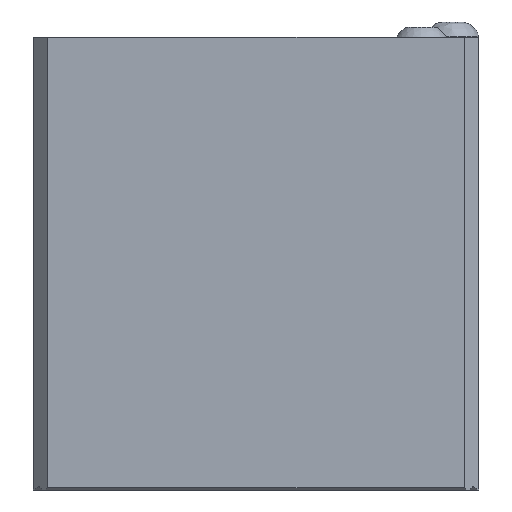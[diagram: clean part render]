
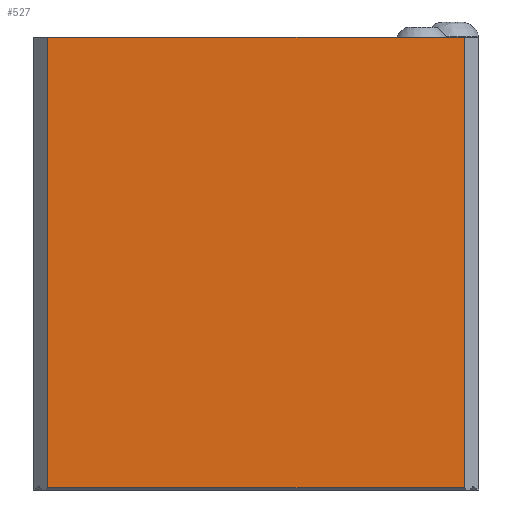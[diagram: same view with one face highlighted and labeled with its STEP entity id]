
A CAD part, left-side view. The second image highlights one B-rep face of the part: STEP entity #527.
In plain terms, the highlighted planar face has unit normal (-1, 0, 0).
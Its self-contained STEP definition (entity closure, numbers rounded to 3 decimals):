
#290=FACE_OUTER_BOUND('',#2183,.T.);
#527=ADVANCED_FACE('',(#290),#775,.T.);
#775=PLANE('',#5216);
#935=LINE('',#6828,#1512);
#1285=LINE('',#7643,#1862);
#1286=LINE('',#7646,#1863);
#1287=LINE('',#7647,#1864);
#1512=VECTOR('',#5478,1.);
#1862=VECTOR('',#6098,1.);
#1863=VECTOR('',#6099,1.);
#1864=VECTOR('',#6100,1.);
#2183=EDGE_LOOP('',(#2899,#2900,#2901,#2902));
#2899=ORIENTED_EDGE('',*,*,#4711,.T.);
#2900=ORIENTED_EDGE('',*,*,#4712,.T.);
#2901=ORIENTED_EDGE('',*,*,#4305,.F.);
#2902=ORIENTED_EDGE('',*,*,#4713,.T.);
#3823=VERTEX_POINT('',#6827);
#3824=VERTEX_POINT('',#6829);
#4154=VERTEX_POINT('',#7644);
#4155=VERTEX_POINT('',#7645);
#4305=EDGE_CURVE('',#3823,#3824,#935,.T.);
#4711=EDGE_CURVE('',#4154,#4155,#1285,.T.);
#4712=EDGE_CURVE('',#4155,#3824,#1286,.T.);
#4713=EDGE_CURVE('',#3823,#4154,#1287,.T.);
#5216=AXIS2_PLACEMENT_3D('',#7648,#6101,#6102);
#5478=DIRECTION('',(0.,-1.,0.));
#6098=DIRECTION('',(0.,-1.,0.));
#6099=DIRECTION('',(0.,0.,1.));
#6100=DIRECTION('',(0.,0.,-1.));
#6101=DIRECTION('',(-1.,0.,0.));
#6102=DIRECTION('',(0.,0.,-1.));
#6827=CARTESIAN_POINT('',(-12.,29.4,62.825));
#6828=CARTESIAN_POINT('',(-12.,31.4,62.825));
#6829=CARTESIAN_POINT('',(-12.,-28.6,62.825));
#7643=CARTESIAN_POINT('',(-12.,0.4,0.125));
#7644=CARTESIAN_POINT('',(-12.,29.4,0.125));
#7645=CARTESIAN_POINT('',(-12.,-28.6,0.125));
#7646=CARTESIAN_POINT('',(-12.,-28.6,-0.175));
#7647=CARTESIAN_POINT('',(-12.,29.4,-0.175));
#7648=CARTESIAN_POINT('',(-12.,0.4,-0.175));
